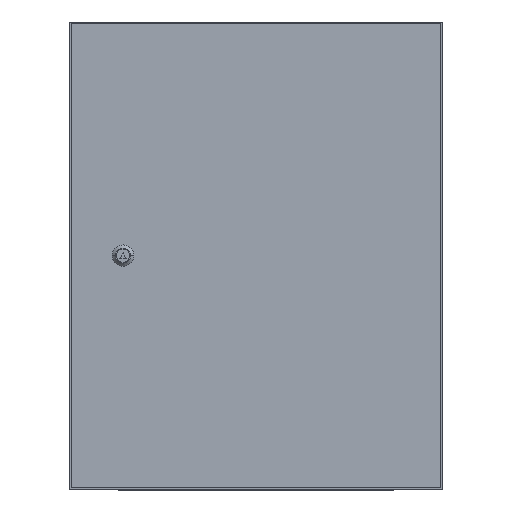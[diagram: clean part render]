
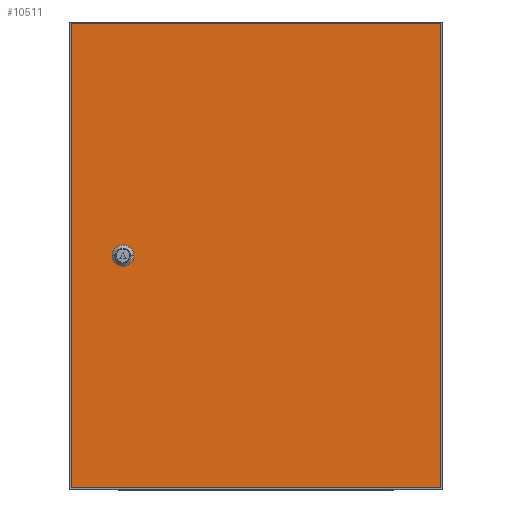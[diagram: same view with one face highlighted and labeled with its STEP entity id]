
A CAD part, top view. The second image highlights one B-rep face of the part: STEP entity #10511.
In plain terms, the highlighted planar face has unit normal (0, 0, 1).
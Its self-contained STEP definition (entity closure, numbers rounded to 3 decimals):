
#302 = CARTESIAN_POINT ( 'NONE',  ( -131., 0., 0. ) ) ;
#339 = LINE ( 'NONE', #6243, #2648 ) ;
#1969 = LINE ( 'NONE', #10818, #11637 ) ;
#2648 = VECTOR ( 'NONE', #22618, 1000. ) ;
#2657 = PLANE ( 'NONE',  #4667 ) ;
#2943 = CARTESIAN_POINT ( 'NONE',  ( -197.5, -248.5, 0. ) ) ;
#3645 = LINE ( 'NONE', #11805, #20958 ) ;
#3972 = ORIENTED_EDGE ( 'NONE', *, *, #16858, .F. ) ;
#4667 = AXIS2_PLACEMENT_3D ( 'NONE', #10834, #13634, #7482 ) ;
#5054 = DIRECTION ( 'NONE',  ( 0., 1., 0. ) ) ;
#5318 = CIRCLE ( 'NONE', #19906, 11.5 ) ;
#5629 = DIRECTION ( 'NONE',  ( 0., 0., 1. ) ) ;
#6243 = CARTESIAN_POINT ( 'NONE',  ( -197.5, -248.5, 0. ) ) ;
#6636 = EDGE_CURVE ( 'NONE', #6862, #11807, #3645, .T. ) ;
#6678 = VERTEX_POINT ( 'NONE', #24315 ) ;
#6862 = VERTEX_POINT ( 'NONE', #8744 ) ;
#7482 = DIRECTION ( 'NONE',  ( 1., 0., 0. ) ) ;
#8083 = EDGE_CURVE ( 'NONE', #11807, #10034, #22503, .T. ) ;
#8313 = CIRCLE ( 'NONE', #19451, 11.5 ) ;
#8744 = CARTESIAN_POINT ( 'NONE',  ( 197.5, 248.5, 0. ) ) ;
#8843 = CARTESIAN_POINT ( 'NONE',  ( -142.5, 0., 0. ) ) ;
#9227 = VERTEX_POINT ( 'NONE', #21417 ) ;
#10034 = VERTEX_POINT ( 'NONE', #2943 ) ;
#10403 = DIRECTION ( 'NONE',  ( 0., -1., 0. ) ) ;
#10511 = ADVANCED_FACE ( 'NONE', ( #11346, #21055 ), #2657, .T. ) ;
#10818 = CARTESIAN_POINT ( 'NONE',  ( 197.5, 248.5, 0. ) ) ;
#10834 = CARTESIAN_POINT ( 'NONE',  ( 0., 0., 0. ) ) ;
#11346 = FACE_BOUND ( 'NONE', #26445, .T. ) ;
#11637 = VECTOR ( 'NONE', #5054, 1000. ) ;
#11805 = CARTESIAN_POINT ( 'NONE',  ( -197.5, 248.5, 0. ) ) ;
#11807 = VERTEX_POINT ( 'NONE', #23689 ) ;
#11975 = VECTOR ( 'NONE', #10403, 1000. ) ;
#12162 = DIRECTION ( 'NONE',  ( 1., 0., 0. ) ) ;
#13634 = DIRECTION ( 'NONE',  ( 0., 0., 1. ) ) ;
#14675 = EDGE_CURVE ( 'NONE', #10034, #6678, #339, .T. ) ;
#15033 = DIRECTION ( 'NONE',  ( 0., 0., 1. ) ) ;
#15194 = ORIENTED_EDGE ( 'NONE', *, *, #14675, .T. ) ;
#15300 = ORIENTED_EDGE ( 'NONE', *, *, #6636, .T. ) ;
#16674 = ORIENTED_EDGE ( 'NONE', *, *, #24912, .T. ) ;
#16717 = CARTESIAN_POINT ( 'NONE',  ( -197.5, 248.5, 0. ) ) ;
#16858 = EDGE_CURVE ( 'NONE', #9227, #19024, #8313, .T. ) ;
#18231 = EDGE_CURVE ( 'NONE', #19024, #9227, #5318, .T. ) ;
#19024 = VERTEX_POINT ( 'NONE', #302 ) ;
#19255 = ORIENTED_EDGE ( 'NONE', *, *, #18231, .F. ) ;
#19451 = AXIS2_PLACEMENT_3D ( 'NONE', #8843, #15033, #23215 ) ;
#19906 = AXIS2_PLACEMENT_3D ( 'NONE', #24407, #5629, #12162 ) ;
#20032 = DIRECTION ( 'NONE',  ( -1., 0., 0. ) ) ;
#20958 = VECTOR ( 'NONE', #20032, 1000. ) ;
#21055 = FACE_OUTER_BOUND ( 'NONE', #25649, .T. ) ;
#21081 = ORIENTED_EDGE ( 'NONE', *, *, #8083, .T. ) ;
#21417 = CARTESIAN_POINT ( 'NONE',  ( -154., 0., 0. ) ) ;
#22503 = LINE ( 'NONE', #16717, #11975 ) ;
#22618 = DIRECTION ( 'NONE',  ( 1., 0., 0. ) ) ;
#23215 = DIRECTION ( 'NONE',  ( 1., 0., 0. ) ) ;
#23689 = CARTESIAN_POINT ( 'NONE',  ( -197.5, 248.5, 0. ) ) ;
#24315 = CARTESIAN_POINT ( 'NONE',  ( 197.5, -248.5, 0. ) ) ;
#24407 = CARTESIAN_POINT ( 'NONE',  ( -142.5, 0., 0. ) ) ;
#24912 = EDGE_CURVE ( 'NONE', #6678, #6862, #1969, .T. ) ;
#25649 = EDGE_LOOP ( 'NONE', ( #21081, #15194, #16674, #15300 ) ) ;
#26445 = EDGE_LOOP ( 'NONE', ( #19255, #3972 ) ) ;
